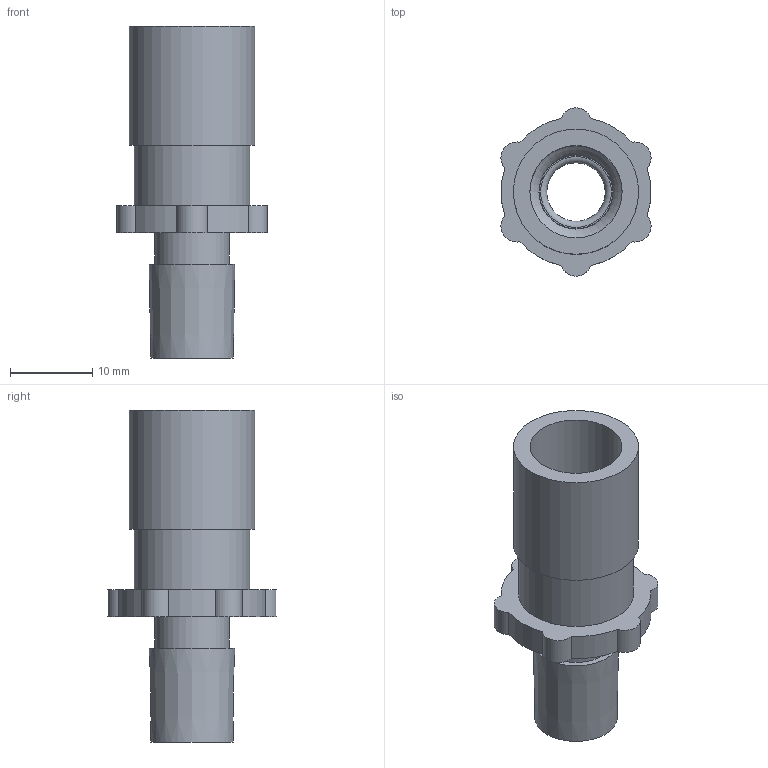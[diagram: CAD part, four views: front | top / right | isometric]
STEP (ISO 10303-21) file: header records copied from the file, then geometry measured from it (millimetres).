
FILE_DESCRIPTION(/* description */ (''),/* implementation_level */ '2;1');
FILE_NAME(/* name */ '15M11.47 Dreagar.step',/* time_stamp */ '2020-04-02T13:32:41+03:00',/* author */ (''),/* organization */ (''),/* preprocessor_version */ 'ST-DEVELOPER v18',/* originating_system */ 'Autodesk Translation Framework v8.12.0.6',/* authorisation */ '');
FILE_SCHEMA (('AUTOMOTIVE_DESIGN { 1 0 10303 214 3 1 1 }'));
Length unit declared in the file: millimetre
Products named in the file (1): hosegreen3
Bounding box: 18.22 x 20.43 x 40.3 mm (x, y, z)
Volume: 2500.2 mm3; surface area: 3543.7 mm2
Topology: 2 solids, 2 shells, 30 faces, 65 edges, 43 vertices
Faces by surface type: cylinder 18, plane 8, torus 2, cone 2
Full cylindrical faces by diameter (mm): 7.1 x1, 9 x2, 11.2 x1, 14 x1, 15.2 x1
Entity records: 893 total; most frequent: DIRECTION 172, CARTESIAN_POINT 139, ORIENTED_EDGE 130, AXIS2_PLACEMENT_3D 76, EDGE_CURVE 65, CIRCLE 45, VERTEX_POINT 43, EDGE_LOOP 38
